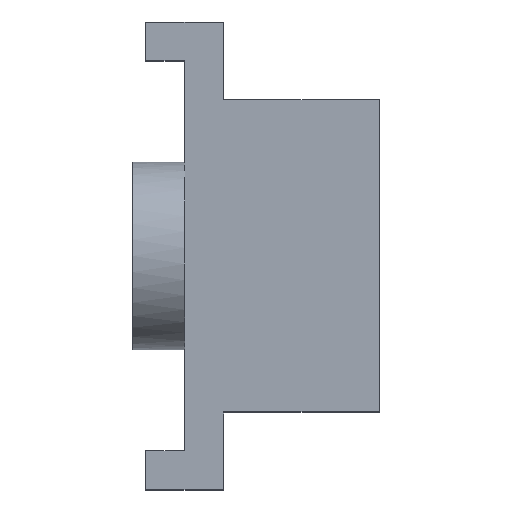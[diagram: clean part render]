
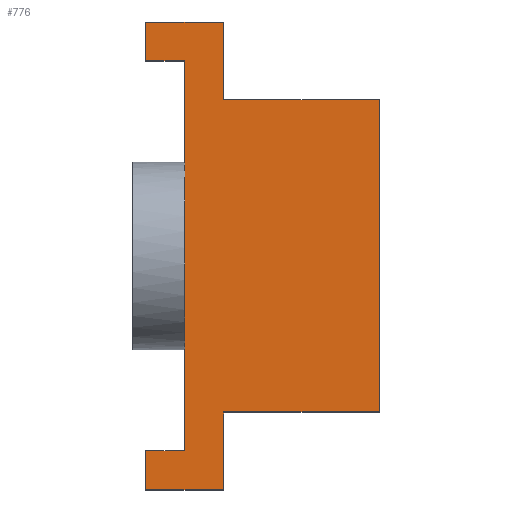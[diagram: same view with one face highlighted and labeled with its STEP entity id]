
A CAD part, top view. The second image highlights one B-rep face of the part: STEP entity #776.
In plain terms, the highlighted planar face has unit normal (0, 0, 1).
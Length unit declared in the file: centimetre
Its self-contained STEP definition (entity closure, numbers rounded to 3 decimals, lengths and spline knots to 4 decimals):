
#238=DIRECTION('',(0.,1.,0.));
#239=VECTOR('',#238,3.5875);
#240=CARTESIAN_POINT('',(0.,-1.7937,0.15));
#241=LINE('',#240,#239);
#245=DIRECTION('',(0.,-1.,0.));
#246=VECTOR('',#245,1.9563);
#247=CARTESIAN_POINT('',(0.,3.75,0.15));
#248=LINE('',#247,#246);
#252=DIRECTION('',(1.,0.,0.));
#253=VECTOR('',#252,0.75);
#254=CARTESIAN_POINT('',(-0.75,3.75,0.15));
#255=LINE('',#254,#253);
#259=DIRECTION('',(0.,-1.,0.));
#260=VECTOR('',#259,0.75);
#261=CARTESIAN_POINT('',(-0.75,4.5,0.15));
#262=LINE('',#261,#260);
#266=DIRECTION('',(-1.,0.,0.));
#267=VECTOR('',#266,1.5);
#268=CARTESIAN_POINT('',(0.75,4.5,0.15));
#269=LINE('',#268,#267);
#273=DIRECTION('',(0.,1.,0.));
#274=VECTOR('',#273,1.5);
#275=CARTESIAN_POINT('',(0.75,3.,0.15));
#276=LINE('',#275,#274);
#280=DIRECTION('',(-1.,0.,0.));
#281=VECTOR('',#280,3.);
#282=CARTESIAN_POINT('',(3.75,3.,0.15));
#283=LINE('',#282,#281);
#287=DIRECTION('',(0.,1.,0.));
#288=VECTOR('',#287,6.);
#289=CARTESIAN_POINT('',(3.75,-3.,0.15));
#290=LINE('',#289,#288);
#294=DIRECTION('',(1.,0.,0.));
#295=VECTOR('',#294,3.);
#296=CARTESIAN_POINT('',(0.75,-3.,0.15));
#297=LINE('',#296,#295);
#301=DIRECTION('',(0.,1.,0.));
#302=VECTOR('',#301,1.5);
#303=CARTESIAN_POINT('',(0.75,-4.5,0.15));
#304=LINE('',#303,#302);
#308=DIRECTION('',(1.,0.,0.));
#309=VECTOR('',#308,1.5);
#310=CARTESIAN_POINT('',(-0.75,-4.5,0.15));
#311=LINE('',#310,#309);
#315=DIRECTION('',(0.,-1.,0.));
#316=VECTOR('',#315,0.75);
#317=CARTESIAN_POINT('',(-0.75,-3.75,0.15));
#318=LINE('',#317,#316);
#322=DIRECTION('',(-1.,0.,0.));
#323=VECTOR('',#322,0.75);
#324=CARTESIAN_POINT('',(0.,-3.75,0.15));
#325=LINE('',#324,#323);
#329=DIRECTION('',(0.,-1.,0.));
#330=VECTOR('',#329,1.9563);
#331=CARTESIAN_POINT('',(0.,-1.7937,0.15));
#332=LINE('',#331,#330);
#444=CARTESIAN_POINT('',(3.75,3.,0.15));
#445=CARTESIAN_POINT('',(0.75,3.,0.15));
#446=VERTEX_POINT('',#444);
#447=VERTEX_POINT('',#445);
#448=CARTESIAN_POINT('',(0.75,4.5,0.15));
#449=VERTEX_POINT('',#448);
#450=CARTESIAN_POINT('',(-0.75,4.5,0.15));
#451=VERTEX_POINT('',#450);
#452=CARTESIAN_POINT('',(-0.75,3.75,0.15));
#453=VERTEX_POINT('',#452);
#454=CARTESIAN_POINT('',(0.,3.75,0.15));
#455=VERTEX_POINT('',#454);
#456=CARTESIAN_POINT('',(0.,-3.75,0.15));
#457=CARTESIAN_POINT('',(-0.75,-3.75,0.15));
#458=VERTEX_POINT('',#456);
#459=VERTEX_POINT('',#457);
#460=CARTESIAN_POINT('',(-0.75,-4.5,0.15));
#461=VERTEX_POINT('',#460);
#462=CARTESIAN_POINT('',(0.75,-4.5,0.15));
#463=VERTEX_POINT('',#462);
#464=CARTESIAN_POINT('',(0.75,-3.,0.15));
#465=VERTEX_POINT('',#464);
#466=CARTESIAN_POINT('',(3.75,-3.,0.15));
#467=VERTEX_POINT('',#466);
#484=CARTESIAN_POINT('',(0.,-1.7937,0.15));
#485=CARTESIAN_POINT('',(0.,1.7937,0.15));
#486=VERTEX_POINT('',#484);
#487=VERTEX_POINT('',#485);
#755=CARTESIAN_POINT('',(0.,0.,0.15));
#756=DIRECTION('',(0.,0.,1.));
#757=DIRECTION('',(1.,0.,0.));
#758=AXIS2_PLACEMENT_3D('',#755,#756,#757);
#759=PLANE('',#758);
#760=ORIENTED_EDGE('',*,*,#544,.T.);
#761=ORIENTED_EDGE('',*,*,#579,.F.);
#762=ORIENTED_EDGE('',*,*,#610,.F.);
#763=ORIENTED_EDGE('',*,*,#624,.F.);
#764=ORIENTED_EDGE('',*,*,#638,.F.);
#765=ORIENTED_EDGE('',*,*,#652,.F.);
#766=ORIENTED_EDGE('',*,*,#666,.F.);
#767=ORIENTED_EDGE('',*,*,#680,.F.);
#768=ORIENTED_EDGE('',*,*,#694,.F.);
#769=ORIENTED_EDGE('',*,*,#708,.F.);
#770=ORIENTED_EDGE('',*,*,#722,.F.);
#771=ORIENTED_EDGE('',*,*,#736,.F.);
#772=ORIENTED_EDGE('',*,*,#749,.F.);
#773=ORIENTED_EDGE('',*,*,#594,.F.);
#774=EDGE_LOOP('',(#760,#761,#762,#763,#764,#765,#766,#767,#768,#769,#770,#771,
#772,#773));
#775=FACE_OUTER_BOUND('',#774,.F.);
#544=EDGE_CURVE('',#486,#487,#241,.T.);
#579=EDGE_CURVE('',#455,#487,#248,.T.);
#594=EDGE_CURVE('',#486,#458,#332,.T.);
#610=EDGE_CURVE('',#453,#455,#255,.T.);
#624=EDGE_CURVE('',#451,#453,#262,.T.);
#638=EDGE_CURVE('',#449,#451,#269,.T.);
#652=EDGE_CURVE('',#447,#449,#276,.T.);
#666=EDGE_CURVE('',#446,#447,#283,.T.);
#680=EDGE_CURVE('',#467,#446,#290,.T.);
#694=EDGE_CURVE('',#465,#467,#297,.T.);
#708=EDGE_CURVE('',#463,#465,#304,.T.);
#722=EDGE_CURVE('',#461,#463,#311,.T.);
#736=EDGE_CURVE('',#459,#461,#318,.T.);
#749=EDGE_CURVE('',#458,#459,#325,.T.);
#776=ADVANCED_FACE('',(#775),#759,.T.);
